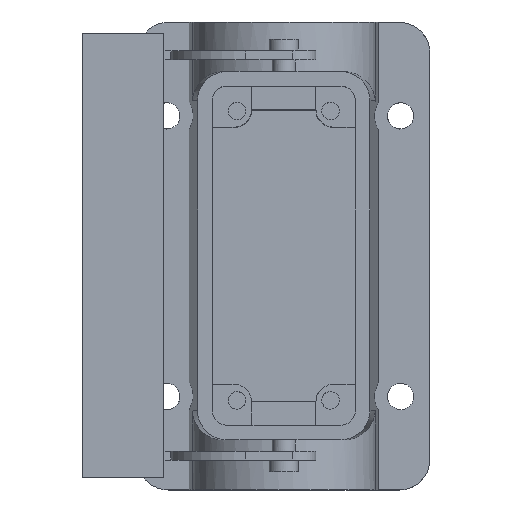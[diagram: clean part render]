
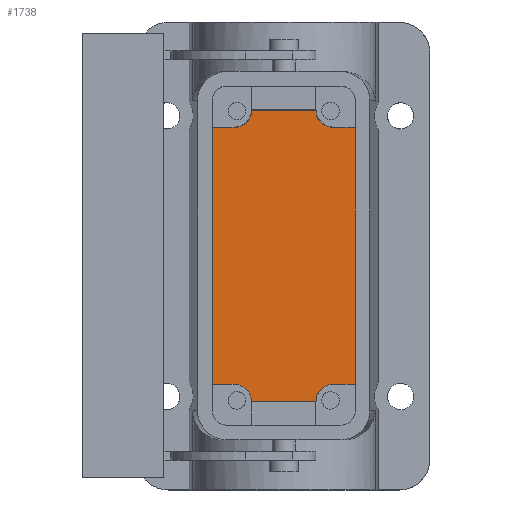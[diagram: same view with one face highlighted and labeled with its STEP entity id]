
A CAD part, top view. The second image highlights one B-rep face of the part: STEP entity #1738.
In plain terms, the highlighted planar face has unit normal (0, 0, 1).
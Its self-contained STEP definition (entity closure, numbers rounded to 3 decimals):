
#342=AXIS2_PLACEMENT_3D('Circle Axis2P3D',#340,#341,$) ;
#394=AXIS2_PLACEMENT_3D('Circle Axis2P3D',#392,#393,$) ;
#1668=AXIS2_PLACEMENT_3D('Plane Axis2P3D',#1665,#1666,#1667) ;
#1686=AXIS2_PLACEMENT_3D('Circle Axis2P3D',#1684,#1685,$) ;
#1700=AXIS2_PLACEMENT_3D('Circle Axis2P3D',#1698,#1699,$) ;
#337=CARTESIAN_POINT('Vertex',(26.,62.,4.5)) ;
#340=CARTESIAN_POINT('Axis2P3D Location',(26.,65.,4.5)) ;
#344=CARTESIAN_POINT('Vertex',(29.,65.,4.5)) ;
#368=CARTESIAN_POINT('Line Origine',(34.5,65.,4.5)) ;
#372=CARTESIAN_POINT('Vertex',(40.,65.,4.5)) ;
#392=CARTESIAN_POINT('Axis2P3D Location',(43.,65.,4.5)) ;
#396=CARTESIAN_POINT('Vertex',(43.,62.,4.5)) ;
#1650=CARTESIAN_POINT('Vertex',(22.25,62.,4.5)) ;
#1653=CARTESIAN_POINT('Line Origine',(24.125,62.,4.5)) ;
#1665=CARTESIAN_POINT('Axis2P3D Location',(34.5,40.,4.5)) ;
#1670=CARTESIAN_POINT('Line Origine',(22.25,40.,4.5)) ;
#1674=CARTESIAN_POINT('Vertex',(22.25,18.,4.5)) ;
#1677=CARTESIAN_POINT('Line Origine',(24.125,18.,4.5)) ;
#1681=CARTESIAN_POINT('Vertex',(26.,18.,4.5)) ;
#1684=CARTESIAN_POINT('Axis2P3D Location',(26.,15.,4.5)) ;
#1688=CARTESIAN_POINT('Vertex',(29.,15.,4.5)) ;
#1691=CARTESIAN_POINT('Line Origine',(34.5,15.,4.5)) ;
#1695=CARTESIAN_POINT('Vertex',(40.,15.,4.5)) ;
#1698=CARTESIAN_POINT('Axis2P3D Location',(43.,15.,4.5)) ;
#1702=CARTESIAN_POINT('Vertex',(43.,18.,4.5)) ;
#1705=CARTESIAN_POINT('Line Origine',(44.875,18.,4.5)) ;
#1709=CARTESIAN_POINT('Vertex',(46.75,18.,4.5)) ;
#1712=CARTESIAN_POINT('Line Origine',(46.75,40.,4.5)) ;
#1716=CARTESIAN_POINT('Vertex',(46.75,62.,4.5)) ;
#1719=CARTESIAN_POINT('Line Origine',(44.875,62.,4.5)) ;
#341=DIRECTION('Axis2P3D Direction',(0.,0.,-1.)) ;
#369=DIRECTION('Vector Direction',(-1.,0.,0.)) ;
#393=DIRECTION('Axis2P3D Direction',(0.,-0.,-1.)) ;
#1654=DIRECTION('Vector Direction',(-1.,0.,0.)) ;
#1666=DIRECTION('Axis2P3D Direction',(-0.,0.,1.)) ;
#1667=DIRECTION('Axis2P3D XDirection',(0.,-1.,0.)) ;
#1671=DIRECTION('Vector Direction',(0.,1.,0.)) ;
#1678=DIRECTION('Vector Direction',(-1.,0.,0.)) ;
#1685=DIRECTION('Axis2P3D Direction',(-0.,0.,1.)) ;
#1692=DIRECTION('Vector Direction',(-1.,0.,0.)) ;
#1699=DIRECTION('Axis2P3D Direction',(-0.,0.,1.)) ;
#1706=DIRECTION('Vector Direction',(1.,0.,0.)) ;
#1713=DIRECTION('Vector Direction',(0.,-1.,0.)) ;
#1720=DIRECTION('Vector Direction',(1.,0.,0.)) ;
#370=VECTOR('Line Direction',#369,1.) ;
#1655=VECTOR('Line Direction',#1654,1.) ;
#1672=VECTOR('Line Direction',#1671,1.) ;
#1679=VECTOR('Line Direction',#1678,1.) ;
#1693=VECTOR('Line Direction',#1692,1.) ;
#1707=VECTOR('Line Direction',#1706,1.) ;
#1714=VECTOR('Line Direction',#1713,1.) ;
#1721=VECTOR('Line Direction',#1720,1.) ;
#1725=ORIENTED_EDGE('',*,*,#346,.F.) ;
#1726=ORIENTED_EDGE('',*,*,#1657,.T.) ;
#1727=ORIENTED_EDGE('',*,*,#1676,.T.) ;
#1728=ORIENTED_EDGE('',*,*,#1683,.F.) ;
#1729=ORIENTED_EDGE('',*,*,#1690,.F.) ;
#1730=ORIENTED_EDGE('',*,*,#1697,.F.) ;
#1731=ORIENTED_EDGE('',*,*,#1704,.F.) ;
#1732=ORIENTED_EDGE('',*,*,#1711,.T.) ;
#1733=ORIENTED_EDGE('',*,*,#1718,.T.) ;
#1734=ORIENTED_EDGE('',*,*,#1723,.F.) ;
#1735=ORIENTED_EDGE('',*,*,#398,.F.) ;
#1736=ORIENTED_EDGE('',*,*,#374,.T.) ;
#1738=ADVANCED_FACE('Housing',(#1737),#1669,.T.) ;
#343=CIRCLE('generated circle',#342,3.) ;
#395=CIRCLE('generated circle',#394,3.) ;
#1687=CIRCLE('generated circle',#1686,3.) ;
#1701=CIRCLE('generated circle',#1700,3.) ;
#346=EDGE_CURVE('',#338,#345,#343,.F.) ;
#374=EDGE_CURVE('',#373,#345,#371,.T.) ;
#398=EDGE_CURVE('',#373,#397,#395,.F.) ;
#1657=EDGE_CURVE('',#338,#1651,#1656,.T.) ;
#1676=EDGE_CURVE('',#1651,#1675,#1673,.F.) ;
#1683=EDGE_CURVE('',#1682,#1675,#1680,.T.) ;
#1690=EDGE_CURVE('',#1689,#1682,#1687,.T.) ;
#1697=EDGE_CURVE('',#1696,#1689,#1694,.T.) ;
#1704=EDGE_CURVE('',#1703,#1696,#1701,.T.) ;
#1711=EDGE_CURVE('',#1703,#1710,#1708,.T.) ;
#1718=EDGE_CURVE('',#1710,#1717,#1715,.F.) ;
#1723=EDGE_CURVE('',#397,#1717,#1722,.T.) ;
#1724=EDGE_LOOP('',(#1725,#1726,#1727,#1728,#1729,#1730,#1731,#1732,#1733,#1734,#1735,#1736)) ;
#1737=FACE_OUTER_BOUND('',#1724,.T.) ;
#371=LINE('Line',#368,#370) ;
#1656=LINE('Line',#1653,#1655) ;
#1673=LINE('Line',#1670,#1672) ;
#1680=LINE('Line',#1677,#1679) ;
#1694=LINE('Line',#1691,#1693) ;
#1708=LINE('Line',#1705,#1707) ;
#1715=LINE('Line',#1712,#1714) ;
#1722=LINE('Line',#1719,#1721) ;
#1669=PLANE('',#1668) ;
#338=VERTEX_POINT('',#337) ;
#345=VERTEX_POINT('',#344) ;
#373=VERTEX_POINT('',#372) ;
#397=VERTEX_POINT('',#396) ;
#1651=VERTEX_POINT('',#1650) ;
#1675=VERTEX_POINT('',#1674) ;
#1682=VERTEX_POINT('',#1681) ;
#1689=VERTEX_POINT('',#1688) ;
#1696=VERTEX_POINT('',#1695) ;
#1703=VERTEX_POINT('',#1702) ;
#1710=VERTEX_POINT('',#1709) ;
#1717=VERTEX_POINT('',#1716) ;
